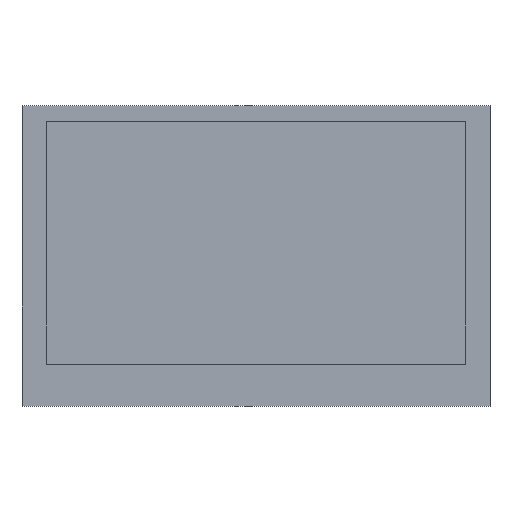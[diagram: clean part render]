
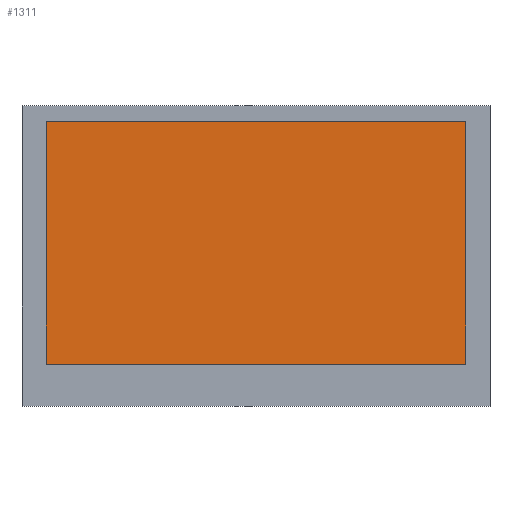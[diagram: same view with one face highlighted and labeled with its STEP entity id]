
A CAD part, top view. The second image highlights one B-rep face of the part: STEP entity #1311.
In plain terms, the highlighted planar face has unit normal (0, 0, 1).
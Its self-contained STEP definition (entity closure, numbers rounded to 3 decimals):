
#1059 = EDGE_CURVE('',#1060,#1062,#1064,.T.);
#1060 = VERTEX_POINT('',#1061);
#1061 = CARTESIAN_POINT('',(-47.5,-24.5,9.79));
#1062 = VERTEX_POINT('',#1063);
#1063 = CARTESIAN_POINT('',(-47.5,30.5,9.79));
#1064 = LINE('',#1065,#1066);
#1065 = CARTESIAN_POINT('',(-47.5,-24.5,9.79));
#1066 = VECTOR('',#1067,1.);
#1067 = DIRECTION('',(0.,1.,0.));
#1090 = EDGE_CURVE('',#1091,#1060,#1093,.T.);
#1091 = VERTEX_POINT('',#1092);
#1092 = CARTESIAN_POINT('',(47.5,-24.5,9.79));
#1093 = LINE('',#1094,#1095);
#1094 = CARTESIAN_POINT('',(47.5,-24.5,9.79));
#1095 = VECTOR('',#1096,1.);
#1096 = DIRECTION('',(-1.,0.,0.));
#1114 = EDGE_CURVE('',#1115,#1091,#1117,.T.);
#1115 = VERTEX_POINT('',#1116);
#1116 = CARTESIAN_POINT('',(47.5,30.5,9.79));
#1117 = LINE('',#1118,#1119);
#1118 = CARTESIAN_POINT('',(47.5,30.5,9.79));
#1119 = VECTOR('',#1120,1.);
#1120 = DIRECTION('',(0.,-1.,0.));
#1138 = EDGE_CURVE('',#1062,#1115,#1139,.T.);
#1139 = LINE('',#1140,#1141);
#1140 = CARTESIAN_POINT('',(-47.5,30.5,9.79));
#1141 = VECTOR('',#1142,1.);
#1142 = DIRECTION('',(1.,0.,0.));
#1311 = ADVANCED_FACE('',(#1312),#1318,.F.);
#1312 = FACE_BOUND('',#1313,.F.);
#1313 = EDGE_LOOP('',(#1314,#1315,#1316,#1317));
#1314 = ORIENTED_EDGE('',*,*,#1138,.T.);
#1315 = ORIENTED_EDGE('',*,*,#1114,.T.);
#1316 = ORIENTED_EDGE('',*,*,#1090,.T.);
#1317 = ORIENTED_EDGE('',*,*,#1059,.T.);
#1318 = PLANE('',#1319);
#1319 = AXIS2_PLACEMENT_3D('',#1320,#1321,#1322);
#1320 = CARTESIAN_POINT('',(0.,3.,9.79));
#1321 = DIRECTION('',(-0.,-0.,-1.));
#1322 = DIRECTION('',(-1.,0.,0.));
